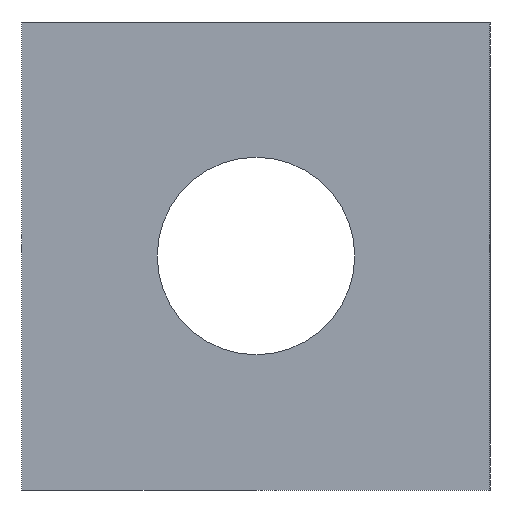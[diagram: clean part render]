
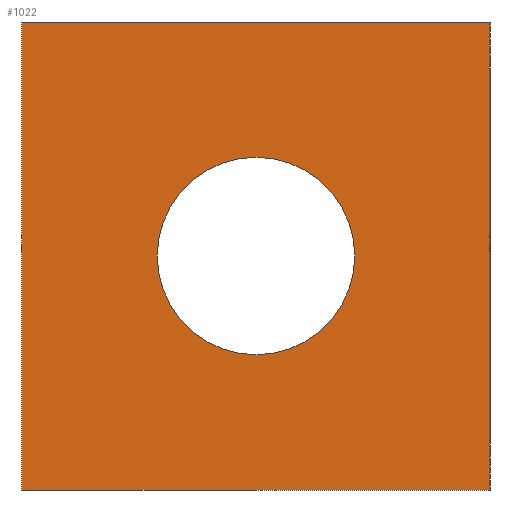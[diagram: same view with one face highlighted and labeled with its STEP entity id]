
A CAD part, left-side view. The second image highlights one B-rep face of the part: STEP entity #1022.
In plain terms, the highlighted planar face has unit normal (-1, 0, 0).
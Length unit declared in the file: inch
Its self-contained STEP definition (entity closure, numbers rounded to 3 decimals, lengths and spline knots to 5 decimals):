
#285=CARTESIAN_POINT('',(-1.10325,0.05634,0.3555));
#286=VERTEX_POINT('',#285);
#302=CARTESIAN_POINT('',(-1.10325,0.05634,0.1445));
#303=VERTEX_POINT('',#302);
#310=CARTESIAN_POINT('',(-1.10325,0.05634,0.25));
#311=DIRECTION('',(1.0,0.0,0.0));
#312=DIRECTION('',(0.0,0.0,1.0));
#313=AXIS2_PLACEMENT_3D('',#310,#311,#312);
#314=CIRCLE('',#313,0.1055);
#315=EDGE_CURVE('',#286,#303,#314,.T.);
#630=CARTESIAN_POINT('',(-1.10325,-0.19366,0.5));
#631=VERTEX_POINT('',#630);
#638=CARTESIAN_POINT('',(-1.10325,-0.19366,0.0));
#639=VERTEX_POINT('',#638);
#640=CARTESIAN_POINT('',(-1.10325,-0.19366,0.0));
#641=DIRECTION('',(0.0,0.0,1.0));
#642=VECTOR('',#641,0.5);
#643=LINE('',#640,#642);
#644=EDGE_CURVE('',#639,#631,#643,.T.);
#688=CARTESIAN_POINT('',(-1.10325,0.30634,0.5));
#689=VERTEX_POINT('',#688);
#696=CARTESIAN_POINT('',(-1.10325,-0.19366,0.5));
#697=DIRECTION('',(0.0,1.0,0.0));
#698=VECTOR('',#697,0.5);
#699=LINE('',#696,#698);
#700=EDGE_CURVE('',#631,#689,#699,.T.);
#776=CARTESIAN_POINT('',(-1.10325,0.30634,0.0));
#777=VERTEX_POINT('',#776);
#784=CARTESIAN_POINT('',(-1.10325,0.30634,0.0));
#785=DIRECTION('',(0.0,0.0,1.0));
#786=VECTOR('',#785,0.5);
#787=LINE('',#784,#786);
#788=EDGE_CURVE('',#777,#689,#787,.T.);
#859=CARTESIAN_POINT('',(-1.10325,0.05634,0.25));
#860=DIRECTION('',(1.0,0.0,0.0));
#861=DIRECTION('',(0.0,0.0,1.0));
#862=AXIS2_PLACEMENT_3D('',#859,#860,#861);
#863=CIRCLE('',#862,0.1055);
#864=EDGE_CURVE('',#303,#286,#863,.T.);
#1002=CARTESIAN_POINT('',(-1.10325,-0.19366,0.0));
#1003=DIRECTION('',(-1.0,0.0,0.0));
#1004=DIRECTION('',(0.0,0.0,1.0));
#1005=AXIS2_PLACEMENT_3D('',#1002,#1003,#1004);
#1006=PLANE('',#1005);
#1007=ORIENTED_EDGE('',*,*,#700,.T.);
#1008=ORIENTED_EDGE('',*,*,#788,.F.);
#1009=CARTESIAN_POINT('',(-1.10325,0.30634,0.0));
#1010=DIRECTION('',(0.0,-1.0,0.0));
#1011=VECTOR('',#1010,0.5);
#1012=LINE('',#1009,#1011);
#1013=EDGE_CURVE('',#777,#639,#1012,.T.);
#1014=ORIENTED_EDGE('',*,*,#1013,.T.);
#1015=ORIENTED_EDGE('',*,*,#644,.T.);
#1016=EDGE_LOOP('',(#1007,#1008,#1014,#1015));
#1017=FACE_OUTER_BOUND('',#1016,.T.);
#1018=ORIENTED_EDGE('',*,*,#315,.T.);
#1019=ORIENTED_EDGE('',*,*,#864,.T.);
#1020=EDGE_LOOP('',(#1018,#1019));
#1021=FACE_BOUND('',#1020,.T.);
#1022=ADVANCED_FACE('',(#1017,#1021),#1006,.T.);
